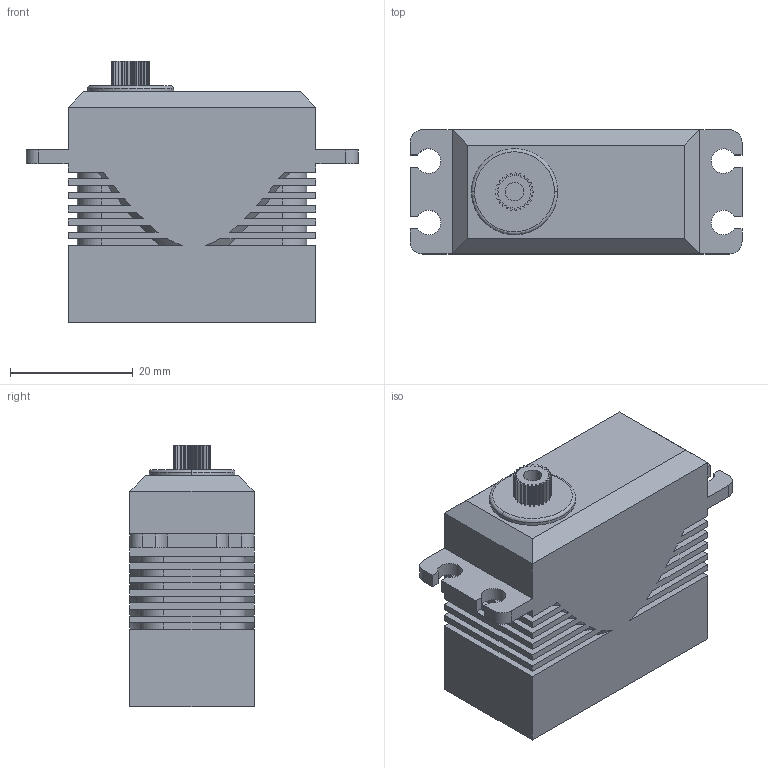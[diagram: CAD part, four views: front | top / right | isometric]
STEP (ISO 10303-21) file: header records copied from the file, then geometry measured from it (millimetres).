
FILE_DESCRIPTION(/* description */ (''),/* implementation_level */ '2;1');
FILE_NAME(/* name */ 'SAVOX_~1',/* time_stamp */ '2020-04-09T16:20:33-05:00',/* author */ (''),/* organization */ (''),/* preprocessor_version */ 'ST-DEVELOPER v15',/* originating_system */ '',/* authorisation */ '');
FILE_SCHEMA (('AUTOMOTIVE_DESIGN'));
Length unit declared in the file: millimetre
Products named in the file (1): Document
Bounding box: 54 x 20.2 x 42.6 mm (x, y, z)
Volume: 30147.5 mm3; surface area: 8171.6 mm2
Topology: 1 solids, 1 shells, 265 faces, 774 edges, 514 vertices
Faces by surface type: bspline 154, plane 111
Entity records: 8119 total; most frequent: CARTESIAN_POINT 3755, ORIENTED_EDGE 1548, EDGE_CURVE 774, VERTEX_POINT 514, B_SPLINE_CURVE_WITH_KNOTS 405, EDGE_LOOP 268, ADVANCED_FACE 265, FACE_OUTER_BOUND 265
